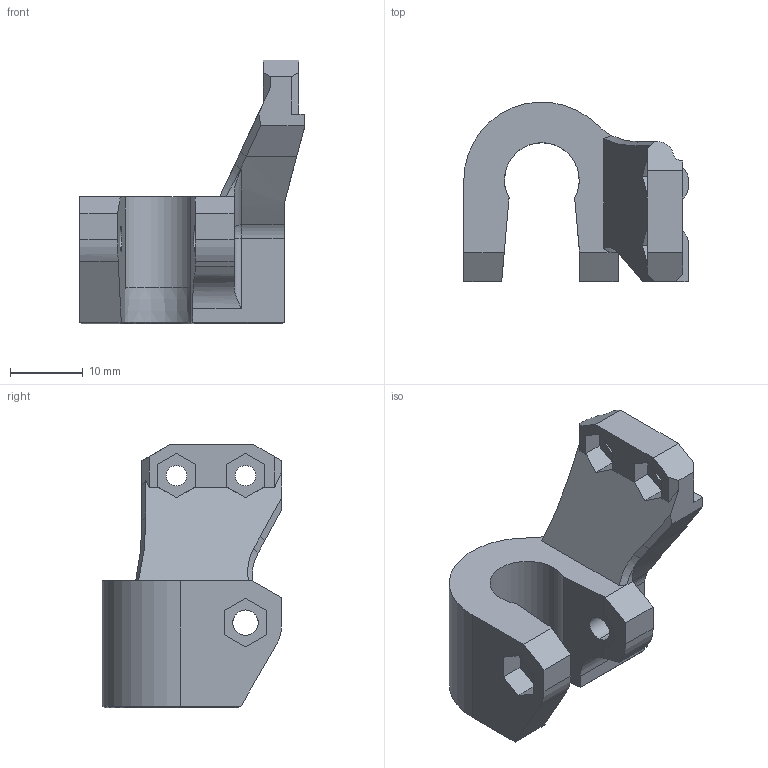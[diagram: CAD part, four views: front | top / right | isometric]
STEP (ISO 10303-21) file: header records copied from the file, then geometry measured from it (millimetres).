
FILE_DESCRIPTION (( 'STEP AP203' ), '1' );
FILE_NAME ('bottom_z_bracket_v3.24.STEP', '2016-05-17T13:18:07', ( '' ), ( '' ), 'SwSTEP 2.0', 'SolidWorks 2013', '' );
FILE_SCHEMA (( 'CONFIG_CONTROL_DESIGN' ));
Length unit declared in the file: millimetre
Products named in the file (1): bottom_z_bracket_v3.24
Bounding box: 30.9 x 24.73 x 36.35 mm (x, y, z)
Volume: 7748.4 mm3; surface area: 3888.3 mm2
Topology: 1 solids, 1 shells, 108 faces, 295 edges, 190 vertices
Faces by surface type: plane 65, cylinder 27, cone 10, bspline 4, torus 2
Entity records: 3690 total; most frequent: CARTESIAN_POINT 932, ORIENTED_EDGE 590, DIRECTION 516, EDGE_CURVE 295, VECTOR 200, LINE 200, VERTEX_POINT 190, AXIS2_PLACEMENT_3D 158
